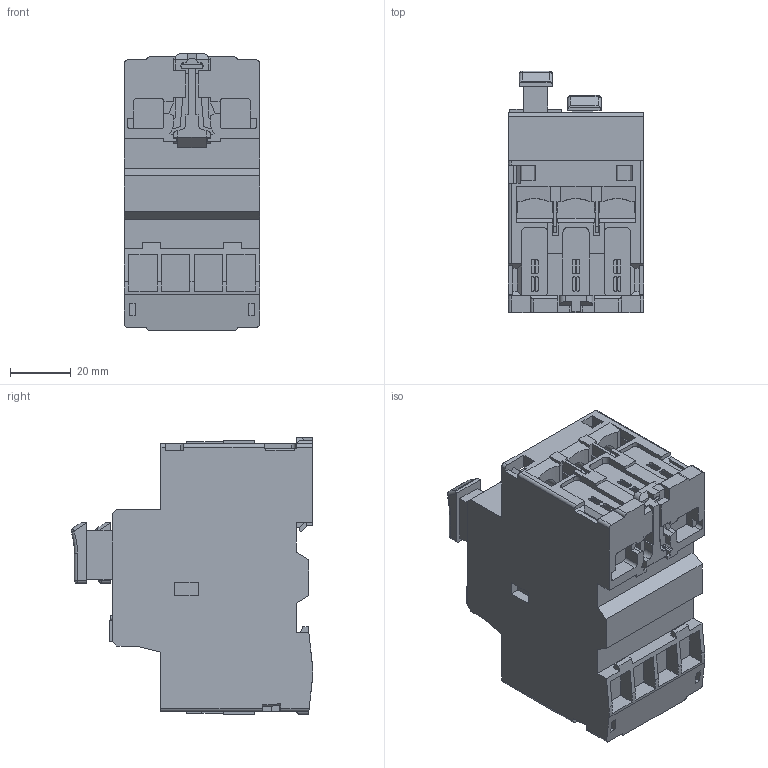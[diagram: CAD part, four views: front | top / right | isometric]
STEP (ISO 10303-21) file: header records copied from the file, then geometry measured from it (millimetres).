
FILE_DESCRIPTION (( 'STEP AP214' ), '1' );
FILE_NAME ('Ïóñêàòåëü ÏÐÊ32-1 In=1A Ir=0,63-1A Ue 660Â ÈÝÊ.STEP', '2017-12-05T11:22:00', ( '' ), ( '' ), 'SwSTEP 2.0', 'SolidWorks 2014', '' );
FILE_SCHEMA (( 'AUTOMOTIVE_DESIGN' ));
Length unit declared in the file: millimetre
Products named in the file (1): Ïóñêàòåëü ÏÐÊ32-1 In=1A Ir=0,63-1A Ue 660Â ÈÝÊ
Bounding box: 44.5 x 79.53 x 91.1 mm (x, y, z)
Volume: 207431.7 mm3; surface area: 35223.1 mm2
Topology: 1 solids, 2 shells, 846 faces, 2352 edges, 1532 vertices
Faces by surface type: plane 640, cylinder 150, bspline 44, sphere 8, torus 4
Full cylindrical faces by diameter (mm): 1.5 x1, 7 x6
Entity records: 37540 total; most frequent: CARTESIAN_POINT 6777, ORIENTED_EDGE 4654, DIRECTION 4115, EDGE_CURVE 2327, LINE 1873, VECTOR 1873, VERTEX_POINT 1524, AXIS2_PLACEMENT_3D 1121
